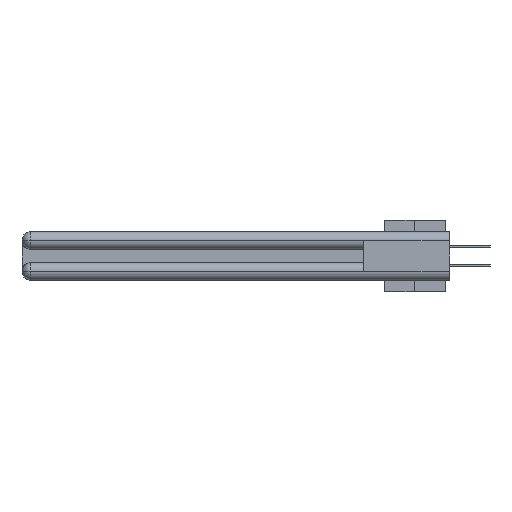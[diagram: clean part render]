
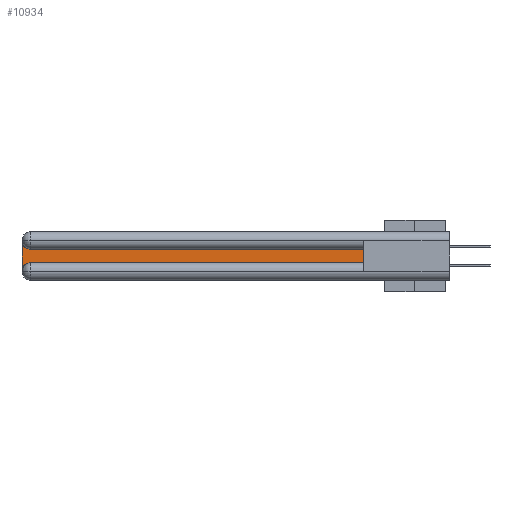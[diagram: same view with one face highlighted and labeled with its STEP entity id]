
A CAD part, left-side view. The second image highlights one B-rep face of the part: STEP entity #10934.
In plain terms, the highlighted planar face has unit normal (-1, 0, 0).
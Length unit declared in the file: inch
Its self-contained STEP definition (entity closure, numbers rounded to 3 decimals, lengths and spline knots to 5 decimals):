
#125 = DIRECTION ( 'NONE',  ( 0., 0., -1. ) ) ;
#201 = CARTESIAN_POINT ( 'NONE',  ( 0.075, 2.94, -0.2175 ) ) ;
#691 = EDGE_CURVE ( 'NONE', #29644, #21429, #33836, .T. ) ;
#2164 = LINE ( 'NONE', #15776, #16040 ) ;
#2635 = ORIENTED_EDGE ( 'NONE', *, *, #691, .T. ) ;
#2652 = VERTEX_POINT ( 'NONE', #13993 ) ;
#2931 = CARTESIAN_POINT ( 'NONE',  ( 0.075, 0.6, -0.1225 ) ) ;
#5207 = VECTOR ( 'NONE', #125, 39.37008 ) ;
#5217 = AXIS2_PLACEMENT_3D ( 'NONE', #29727, #11447, #39049 ) ;
#5551 = ORIENTED_EDGE ( 'NONE', *, *, #11783, .T. ) ;
#6045 = DIRECTION ( 'NONE',  ( 0., 1., 0. ) ) ;
#6780 = VECTOR ( 'NONE', #38899, 39.37008 ) ;
#7175 = VECTOR ( 'NONE', #6045, 39.37008 ) ;
#7245 = EDGE_CURVE ( 'NONE', #2652, #29644, #2164, .T. ) ;
#9036 = LINE ( 'NONE', #24234, #5207 ) ;
#9316 = CARTESIAN_POINT ( 'NONE',  ( 0.075, 3., -0.0625 ) ) ;
#9981 = EDGE_CURVE ( 'NONE', #37640, #12734, #26223, .T. ) ;
#10893 = CARTESIAN_POINT ( 'NONE',  ( 0.075, 0.6, -0.1225 ) ) ;
#10934 = ADVANCED_FACE ( 'NONE', ( #18477 ), #30014, .F. ) ;
#11447 = DIRECTION ( 'NONE',  ( 1., 0., 0. ) ) ;
#11783 = EDGE_CURVE ( 'NONE', #21429, #28841, #14084, .T. ) ;
#12449 = LINE ( 'NONE', #38651, #6780 ) ;
#12734 = VERTEX_POINT ( 'NONE', #201 ) ;
#13681 = CARTESIAN_POINT ( 'NONE',  ( 0.075, 2.94, -0.2775 ) ) ;
#13993 = CARTESIAN_POINT ( 'NONE',  ( 0.075, 0.6, -0.2175 ) ) ;
#14084 = CIRCLE ( 'NONE', #5217, 0.06 ) ;
#14204 = EDGE_LOOP ( 'NONE', ( #2635, #5551, #37319, #16634, #23260, #36663 ) ) ;
#15776 = CARTESIAN_POINT ( 'NONE',  ( 0.075, 0.6, -0.2175 ) ) ;
#16040 = VECTOR ( 'NONE', #31208, 39.37008 ) ;
#16634 = ORIENTED_EDGE ( 'NONE', *, *, #9981, .T. ) ;
#18477 = FACE_OUTER_BOUND ( 'NONE', #14204, .T. ) ;
#21429 = VERTEX_POINT ( 'NONE', #33897 ) ;
#22844 = DIRECTION ( 'NONE',  ( 1., 0., 0. ) ) ;
#23260 = ORIENTED_EDGE ( 'NONE', *, *, #33061, .T. ) ;
#23852 = DIRECTION ( 'NONE',  ( 1., 0., 0. ) ) ;
#24234 = CARTESIAN_POINT ( 'NONE',  ( 0.075, 3., -0.2175 ) ) ;
#26223 = CIRCLE ( 'NONE', #35249, 0.06 ) ;
#28841 = VERTEX_POINT ( 'NONE', #9316 ) ;
#29644 = VERTEX_POINT ( 'NONE', #10893 ) ;
#29727 = CARTESIAN_POINT ( 'NONE',  ( 0.075, 2.94, -0.0625 ) ) ;
#30014 = PLANE ( 'NONE',  #37075 ) ;
#30553 = CARTESIAN_POINT ( 'NONE',  ( 0.075, 3., -0.1225 ) ) ;
#31208 = DIRECTION ( 'NONE',  ( 0., 0., 1. ) ) ;
#32040 = DIRECTION ( 'NONE',  ( 0., 0., -1. ) ) ;
#33061 = EDGE_CURVE ( 'NONE', #12734, #2652, #12449, .T. ) ;
#33836 = LINE ( 'NONE', #2931, #7175 ) ;
#33897 = CARTESIAN_POINT ( 'NONE',  ( 0.075, 2.94, -0.1225 ) ) ;
#34363 = EDGE_CURVE ( 'NONE', #28841, #37640, #9036, .T. ) ;
#34499 = CARTESIAN_POINT ( 'NONE',  ( 0.075, 3., -0.2775 ) ) ;
#35249 = AXIS2_PLACEMENT_3D ( 'NONE', #13681, #22844, #32040 ) ;
#36275 = DIRECTION ( 'NONE',  ( 0., 0., -1. ) ) ;
#36663 = ORIENTED_EDGE ( 'NONE', *, *, #7245, .T. ) ;
#37075 = AXIS2_PLACEMENT_3D ( 'NONE', #30553, #23852, #36275 ) ;
#37319 = ORIENTED_EDGE ( 'NONE', *, *, #34363, .T. ) ;
#37640 = VERTEX_POINT ( 'NONE', #34499 ) ;
#38651 = CARTESIAN_POINT ( 'NONE',  ( 0.075, 0.6, -0.2175 ) ) ;
#38899 = DIRECTION ( 'NONE',  ( 0., -1., 0. ) ) ;
#39049 = DIRECTION ( 'NONE',  ( 0., 0., -1. ) ) ;
